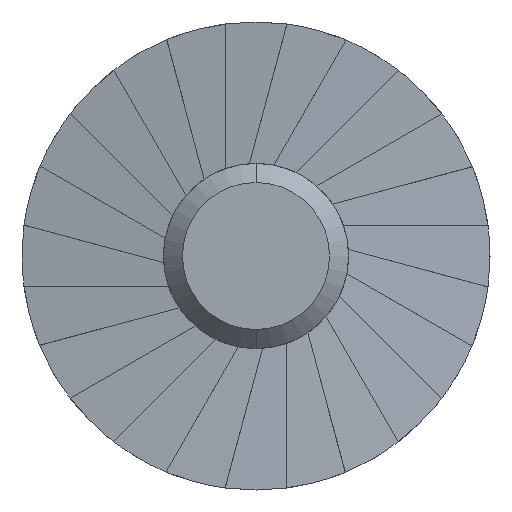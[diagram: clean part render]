
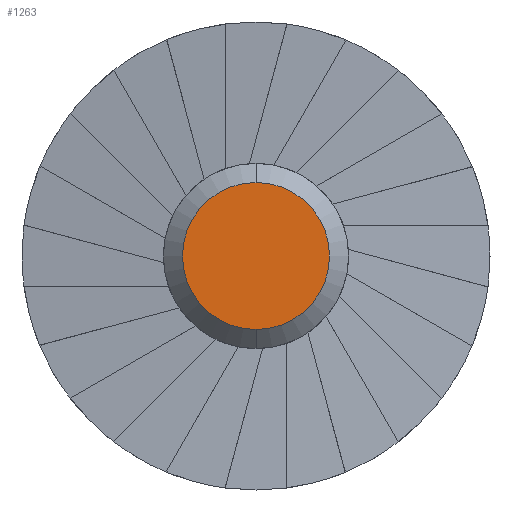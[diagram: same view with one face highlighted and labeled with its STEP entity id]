
A CAD part, front view. The second image highlights one B-rep face of the part: STEP entity #1263.
In plain terms, the highlighted planar face has unit normal (0, -1, 0).
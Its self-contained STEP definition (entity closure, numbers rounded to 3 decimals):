
#51 = EDGE_CURVE ( 'NONE', #75, #1596, #587, .T. ) ;
#75 = VERTEX_POINT ( 'NONE', #1107 ) ;
#338 = AXIS2_PLACEMENT_3D ( 'NONE', #1228, #2715, #1436 ) ;
#491 = CARTESIAN_POINT ( 'NONE',  ( 0., 0., 0. ) ) ;
#587 = CIRCLE ( 'NONE', #1940, 2.78 ) ;
#698 = DIRECTION ( 'NONE',  ( 0., 0., -1. ) ) ;
#741 = PLANE ( 'NONE',  #2610 ) ;
#742 = CIRCLE ( 'NONE', #338, 2.78 ) ;
#940 = DIRECTION ( 'NONE',  ( 0., 1., 0. ) ) ;
#960 = FACE_OUTER_BOUND ( 'NONE', #1305, .T. ) ;
#1107 = CARTESIAN_POINT ( 'NONE',  ( 0., 0., 2.78 ) ) ;
#1228 = CARTESIAN_POINT ( 'NONE',  ( 0., 0., 0. ) ) ;
#1263 = ADVANCED_FACE ( 'NONE', ( #960 ), #741, .F. ) ;
#1305 = EDGE_LOOP ( 'NONE', ( #2485, #2675 ) ) ;
#1436 = DIRECTION ( 'NONE',  ( 0., 0., -1. ) ) ;
#1596 = VERTEX_POINT ( 'NONE', #2579 ) ;
#1902 = DIRECTION ( 'NONE',  ( 0., -1., 0. ) ) ;
#1940 = AXIS2_PLACEMENT_3D ( 'NONE', #491, #1902, #698 ) ;
#2152 = CARTESIAN_POINT ( 'NONE',  ( 0., 0., 0. ) ) ;
#2382 = DIRECTION ( 'NONE',  ( 0., 0., 1. ) ) ;
#2485 = ORIENTED_EDGE ( 'NONE', *, *, #51, .T. ) ;
#2579 = CARTESIAN_POINT ( 'NONE',  ( 0., 0., -2.78 ) ) ;
#2610 = AXIS2_PLACEMENT_3D ( 'NONE', #2152, #940, #2382 ) ;
#2675 = ORIENTED_EDGE ( 'NONE', *, *, #2746, .T. ) ;
#2715 = DIRECTION ( 'NONE',  ( 0., -1., 0. ) ) ;
#2746 = EDGE_CURVE ( 'NONE', #1596, #75, #742, .T. ) ;
